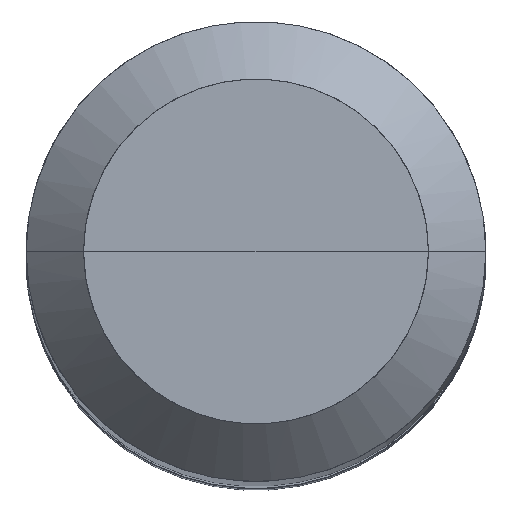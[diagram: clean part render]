
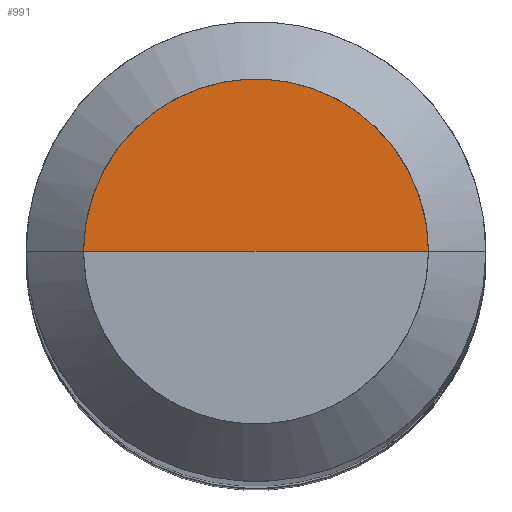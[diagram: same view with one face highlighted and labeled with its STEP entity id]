
A CAD part, top view. The second image highlights one B-rep face of the part: STEP entity #991.
In plain terms, the highlighted free-form (B-spline) face has degree [1, 2] with [2, 5] control points.
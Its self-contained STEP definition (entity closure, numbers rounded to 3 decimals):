
#662=CARTESIAN_POINT('',(3.0,0.0,49.7));
#663=CARTESIAN_POINT('',(3.0,3.0,49.7));
#664=CARTESIAN_POINT('',(0.0,3.0,49.7));
#665=CARTESIAN_POINT('',(-3.0,3.0,49.7));
#666=CARTESIAN_POINT('',(-3.0,0.0,49.7));
#667=CARTESIAN_POINT('',(0.0,0.0,49.7));
#976=(
BOUNDED_SURFACE()
B_SPLINE_SURFACE(1,2,(
(#662,#663,#664,#665,#666),
(#667,#667,#667,#667,#667)
), .UNSPECIFIED.,.F.,.F.,.F.)
B_SPLINE_SURFACE_WITH_KNOTS((2,2),(3,2,3),(
0.0,1.0),(
0.0,0.5,1.0), .UNSPECIFIED.)
GEOMETRIC_REPRESENTATION_ITEM()
RATIONAL_B_SPLINE_SURFACE(((1.0,0.707,1.0,0.707,1.0),
(1.0,0.707,1.0,0.707,1.0)
))
REPRESENTATION_ITEM('')
SURFACE()
);
#977=(
BOUNDED_CURVE()
B_SPLINE_CURVE(2,(#666,#665,#664,#663,#662),.UNSPECIFIED.,.F.,.F.)
B_SPLINE_CURVE_WITH_KNOTS((3,2,3),
(0.0,0.5,1.0),.UNSPECIFIED.)
CURVE()
GEOMETRIC_REPRESENTATION_ITEM()
RATIONAL_B_SPLINE_CURVE((1.0,0.707,1.0,0.707,1.0))
REPRESENTATION_ITEM('')
);
#978=(
BOUNDED_CURVE()
B_SPLINE_CURVE(1,(#662,#667),.UNSPECIFIED.,.F.,.F.)
B_SPLINE_CURVE_WITH_KNOTS((2,2),
(0.0,1.0),.UNSPECIFIED.)
CURVE()
GEOMETRIC_REPRESENTATION_ITEM()
RATIONAL_B_SPLINE_CURVE((1.0,1.0))
REPRESENTATION_ITEM('')
);
#979=(
BOUNDED_CURVE()
B_SPLINE_CURVE(1,(#667,#666),.UNSPECIFIED.,.F.,.F.)
B_SPLINE_CURVE_WITH_KNOTS((2,2),
(0.0,1.0),.UNSPECIFIED.)
CURVE()
GEOMETRIC_REPRESENTATION_ITEM()
RATIONAL_B_SPLINE_CURVE((1.0,1.0))
REPRESENTATION_ITEM('')
);
#980=VERTEX_POINT('',#662);
#981=VERTEX_POINT('',#666);
#982=VERTEX_POINT('',#667);
#983=EDGE_CURVE('',#981,#980,#977,.T.);
#984=EDGE_CURVE('',#980,#982,#978,.T.);
#985=EDGE_CURVE('',#982,#981,#979,.T.);
#986=ORIENTED_EDGE('',*,*,#983,.T.);
#987=ORIENTED_EDGE('',*,*,#984,.T.);
#988=ORIENTED_EDGE('',*,*,#985,.T.);
#989=EDGE_LOOP('',(#986,#987,#988));
#990=FACE_OUTER_BOUND('',#989,.T.);
#991=ADVANCED_FACE('',(#990),#976,.T.);
